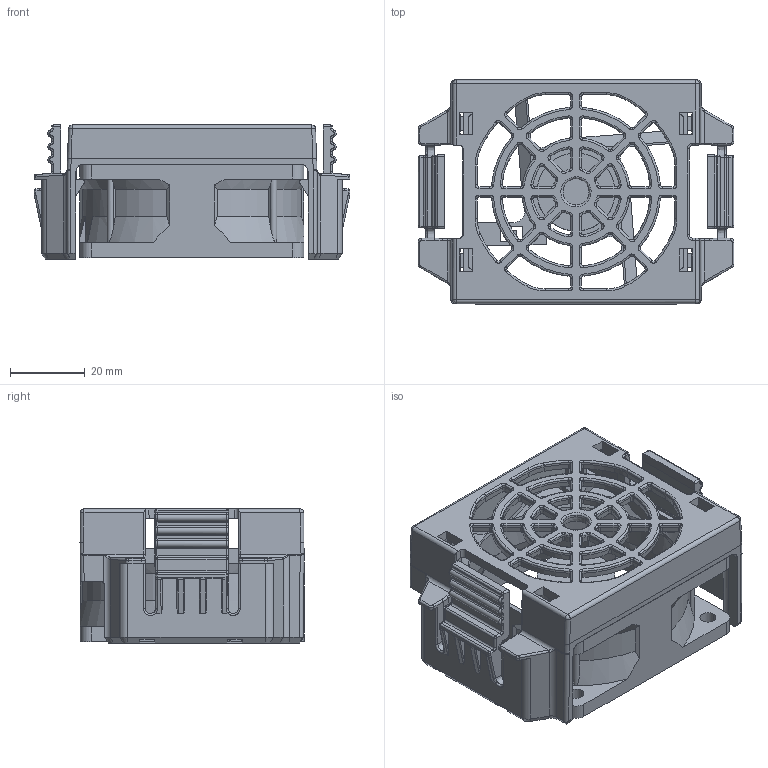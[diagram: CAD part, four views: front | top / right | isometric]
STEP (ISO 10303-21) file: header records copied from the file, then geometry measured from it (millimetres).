
FILE_DESCRIPTION (( 'STEP AP214' ), '1' );
FILE_NAME ('GS20XA-FAN-B.STEP', '2020-03-10T19:38:33', ( '' ), ( '' ), 'SwSTEP 2.0', 'SolidWorks 2017', '' );
FILE_SCHEMA (( 'AUTOMOTIVE_DESIGN' ));
Length unit declared in the file: inch
Products named in the file (1): GS20XA-FAN-B
Bounding box: 84.6 x 60 x 35.9 mm (x, y, z)
Volume: 35592.3 mm3; surface area: 36990.5 mm2
Topology: 2 solids, 2 shells, 1667 faces, 4282 edges, 2607 vertices
Faces by surface type: plane 509, cone 413, cylinder 397, bspline 348
Entity records: 63731 total; most frequent: CARTESIAN_POINT 26408, ORIENTED_EDGE 8558, DIRECTION 6890, EDGE_CURVE 4279, VERTEX_POINT 2607, AXIS2_PLACEMENT_3D 2500, VECTOR 1890, LINE 1890
